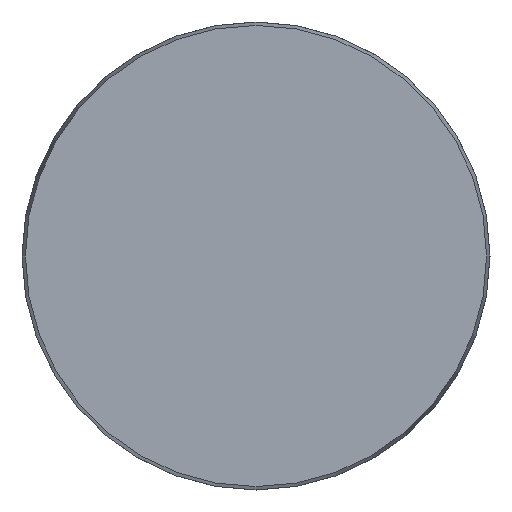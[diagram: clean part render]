
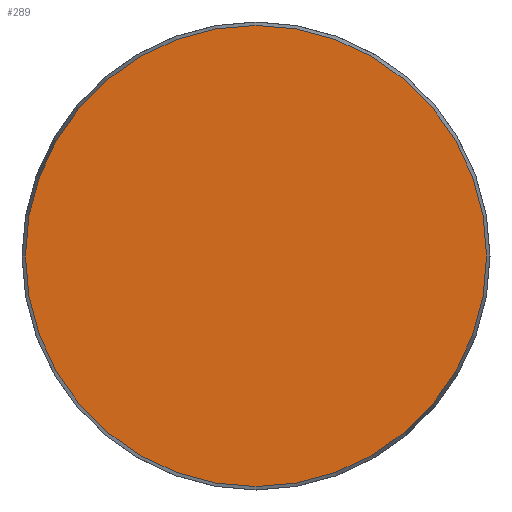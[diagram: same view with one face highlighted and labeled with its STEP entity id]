
A CAD part, front view. The second image highlights one B-rep face of the part: STEP entity #289.
In plain terms, the highlighted planar face has unit normal (0, -1, 0).
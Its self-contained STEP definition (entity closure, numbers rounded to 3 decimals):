
#23 = CIRCLE ( 'NONE', #487, 38.425 ) ;
#38 = AXIS2_PLACEMENT_3D ( 'NONE', #291, #299, #509 ) ;
#54 = EDGE_CURVE ( 'NONE', #70, #70, #23, .T. ) ;
#62 = DIRECTION ( 'NONE',  ( 0., -1., 0. ) ) ;
#70 = VERTEX_POINT ( 'NONE', #153 ) ;
#145 = EDGE_LOOP ( 'NONE', ( #479 ) ) ;
#153 = CARTESIAN_POINT ( 'NONE',  ( 0., 0., -38.425 ) ) ;
#168 = PLANE ( 'NONE',  #38 ) ;
#189 = CARTESIAN_POINT ( 'NONE',  ( 0., 0., 0. ) ) ;
#254 = FACE_OUTER_BOUND ( 'NONE', #145, .T. ) ;
#289 = ADVANCED_FACE ( 'NONE', ( #254 ), #168, .F. ) ;
#291 = CARTESIAN_POINT ( 'NONE',  ( -38.425, 0., 0. ) ) ;
#299 = DIRECTION ( 'NONE',  ( 0., 1., 0. ) ) ;
#316 = DIRECTION ( 'NONE',  ( 0., 0., -1. ) ) ;
#479 = ORIENTED_EDGE ( 'NONE', *, *, #54, .T. ) ;
#487 = AXIS2_PLACEMENT_3D ( 'NONE', #189, #62, #316 ) ;
#509 = DIRECTION ( 'NONE',  ( 0., 0., 1. ) ) ;
